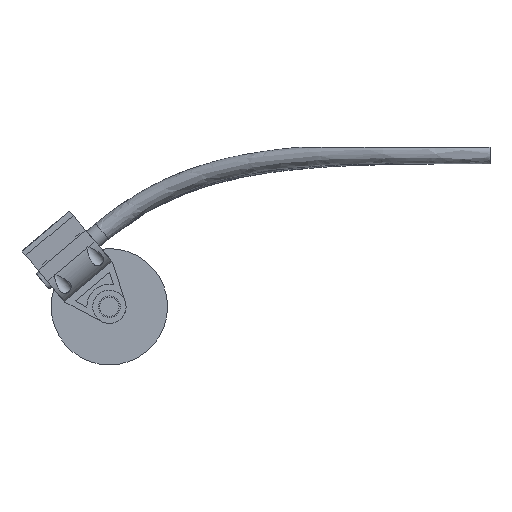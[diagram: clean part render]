
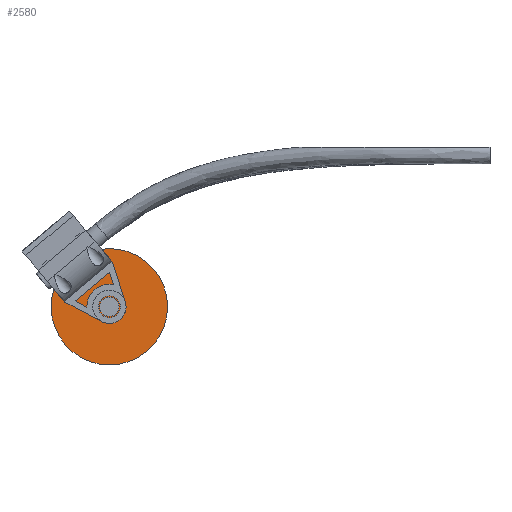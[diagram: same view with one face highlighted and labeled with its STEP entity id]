
A CAD part, left-side view. The second image highlights one B-rep face of the part: STEP entity #2580.
In plain terms, the highlighted planar face has unit normal (-1, 0, 0).
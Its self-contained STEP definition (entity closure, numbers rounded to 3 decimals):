
#209=FACE_BOUND('',#541,.T.);
#260=PLANE('',#2737);
#382=FACE_OUTER_BOUND('',#540,.T.);
#540=EDGE_LOOP('',(#2082));
#541=EDGE_LOOP('',(#2083));
#1014=CIRCLE('',#2732,2.5);
#1015=CIRCLE('',#2735,15.);
#1191=VERTEX_POINT('',#6812);
#1192=VERTEX_POINT('',#6817);
#1508=EDGE_CURVE('',#1191,#1191,#1014,.T.);
#1509=EDGE_CURVE('',#1192,#1192,#1015,.T.);
#2082=ORIENTED_EDGE('',*,*,#1509,.T.);
#2083=ORIENTED_EDGE('',*,*,#1508,.T.);
#2580=ADVANCED_FACE('',(#382,#209),#260,.T.);
#2732=AXIS2_PLACEMENT_3D('',#6814,#3021,#3022);
#2735=AXIS2_PLACEMENT_3D('',#6818,#3027,#3028);
#2737=AXIS2_PLACEMENT_3D('',#6822,#3032,#3033);
#3021=DIRECTION('center_axis',(1.,0.,0.));
#3022=DIRECTION('ref_axis',(0.,-1.,0.));
#3027=DIRECTION('center_axis',(-1.,0.,0.));
#3028=DIRECTION('ref_axis',(0.,0.,1.));
#3032=DIRECTION('center_axis',(-1.,0.,0.));
#3033=DIRECTION('ref_axis',(0.,0.,1.));
#6812=CARTESIAN_POINT('',(26.875,100.621,-39.441));
#6814=CARTESIAN_POINT('Origin',(26.875,98.121,-39.441));
#6817=CARTESIAN_POINT('',(26.875,98.121,-54.441));
#6818=CARTESIAN_POINT('Origin',(26.875,98.121,-39.441));
#6822=CARTESIAN_POINT('Origin',(26.875,98.121,-39.441));
